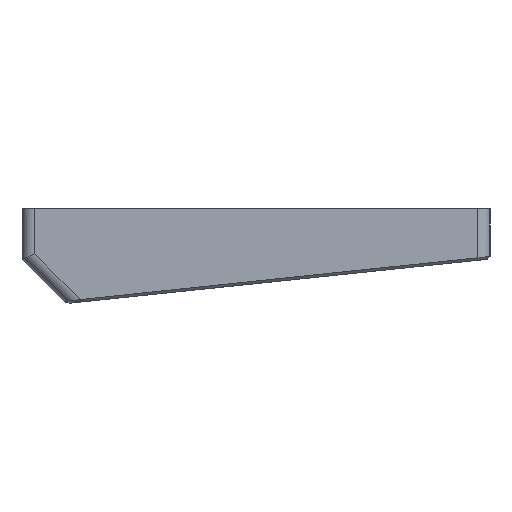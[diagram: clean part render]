
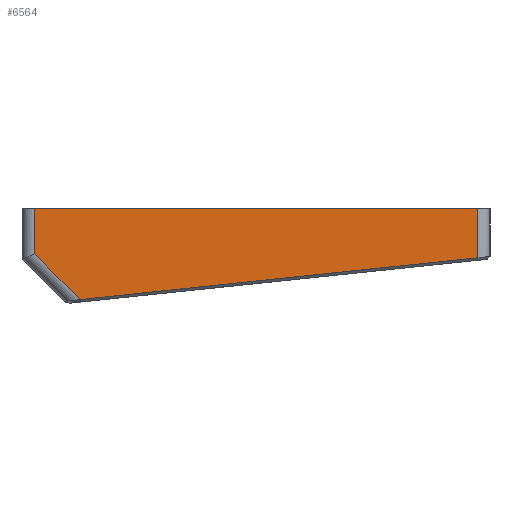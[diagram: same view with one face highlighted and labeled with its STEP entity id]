
A CAD part, left-side view. The second image highlights one B-rep face of the part: STEP entity #6564.
In plain terms, the highlighted planar face has unit normal (-1, 0, 0).
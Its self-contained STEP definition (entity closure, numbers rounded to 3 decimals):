
#257=B_SPLINE_CURVE_WITH_KNOTS('',3,(#10094,#10095,#10096,#10097),
 .UNSPECIFIED.,.F.,.F.,(4,4),(1.55,1.571),
 .UNSPECIFIED.);
#263=B_SPLINE_CURVE_WITH_KNOTS('',3,(#10199,#10200,#10201,#10202),
 .UNSPECIFIED.,.F.,.F.,(4,4),(-1.571,-1.445),
 .UNSPECIFIED.);
#418=FACE_OUTER_BOUND('',#806,.T.);
#806=EDGE_LOOP('',(#4647,#4648,#4649,#4650,#4651,#4652,#4653));
#1250=LINE('',#10073,#1875);
#1290=LINE('',#10792,#1915);
#1291=LINE('',#10794,#1916);
#1292=LINE('',#10796,#1917);
#1293=LINE('',#10797,#1918);
#1875=VECTOR('',#7762,10.);
#1915=VECTOR('',#7822,10.);
#1916=VECTOR('',#7823,10.);
#1917=VECTOR('',#7824,10.);
#1918=VECTOR('',#7825,10.);
#2809=VERTEX_POINT('',#10028);
#2811=VERTEX_POINT('',#10066);
#2814=VERTEX_POINT('',#10071);
#2816=VERTEX_POINT('',#10119);
#2858=VERTEX_POINT('',#10791);
#2859=VERTEX_POINT('',#10793);
#2860=VERTEX_POINT('',#10795);
#3481=EDGE_CURVE('',#2814,#2811,#1250,.T.);
#3483=EDGE_CURVE('',#2809,#2814,#257,.T.);
#3495=EDGE_CURVE('',#2811,#2816,#263,.T.);
#3558=EDGE_CURVE('',#2858,#2809,#1290,.T.);
#3559=EDGE_CURVE('',#2858,#2859,#1291,.T.);
#3560=EDGE_CURVE('',#2860,#2859,#1292,.T.);
#3561=EDGE_CURVE('',#2816,#2860,#1293,.T.);
#4647=ORIENTED_EDGE('',*,*,#3495,.F.);
#4648=ORIENTED_EDGE('',*,*,#3481,.F.);
#4649=ORIENTED_EDGE('',*,*,#3483,.F.);
#4650=ORIENTED_EDGE('',*,*,#3558,.F.);
#4651=ORIENTED_EDGE('',*,*,#3559,.T.);
#4652=ORIENTED_EDGE('',*,*,#3560,.F.);
#4653=ORIENTED_EDGE('',*,*,#3561,.F.);
#6348=PLANE('',#6977);
#6564=ADVANCED_FACE('',(#418),#6348,.T.);
#6977=AXIS2_PLACEMENT_3D('',#10790,#7820,#7821);
#7762=DIRECTION('',(0.,0.995,-0.105));
#7820=DIRECTION('center_axis',(-1.,0.,0.));
#7821=DIRECTION('ref_axis',(0.,1.,0.));
#7822=DIRECTION('',(0.,0.,-1.));
#7823=DIRECTION('',(0.,1.,0.));
#7824=DIRECTION('',(0.,0.,1.));
#7825=DIRECTION('',(0.,0.707,0.707));
#10028=CARTESIAN_POINT('',(-129.919,-44.075,-11.76));
#10066=CARTESIAN_POINT('',(-129.919,34.569,-20.026));
#10071=CARTESIAN_POINT('',(-129.919,-44.023,-11.765));
#10073=CARTESIAN_POINT('',(-129.919,-4.923,-15.875));
#10094=CARTESIAN_POINT('Ctrl Pts',(-129.919,-44.075,-11.76));
#10095=CARTESIAN_POINT('Ctrl Pts',(-129.919,-44.058,-11.762));
#10096=CARTESIAN_POINT('Ctrl Pts',(-129.919,-44.04,-11.764));
#10097=CARTESIAN_POINT('Ctrl Pts',(-129.919,-44.023,-11.765));
#10119=CARTESIAN_POINT('',(-129.919,34.971,-20.068));
#10199=CARTESIAN_POINT('Ctrl Pts',(-129.919,34.569,-20.026));
#10200=CARTESIAN_POINT('Ctrl Pts',(-129.919,34.703,-20.04));
#10201=CARTESIAN_POINT('Ctrl Pts',(-129.919,34.836,-20.054));
#10202=CARTESIAN_POINT('Ctrl Pts',(-129.919,34.971,-20.068));
#10790=CARTESIAN_POINT('Origin',(-129.919,-46.575,-1.5));
#10791=CARTESIAN_POINT('',(-129.919,-44.075,-2.));
#10792=CARTESIAN_POINT('',(-129.919,-44.075,-1.5));
#10793=CARTESIAN_POINT('',(-129.919,44.075,-2.));
#10794=CARTESIAN_POINT('',(-129.919,-23.288,-2.));
#10795=CARTESIAN_POINT('',(-129.919,44.075,-10.964));
#10796=CARTESIAN_POINT('',(-129.919,44.075,-1.5));
#10797=CARTESIAN_POINT('',(-129.919,24.145,-30.895));
